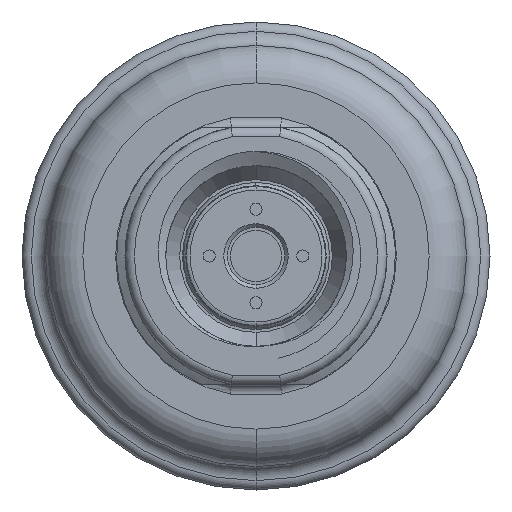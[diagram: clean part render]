
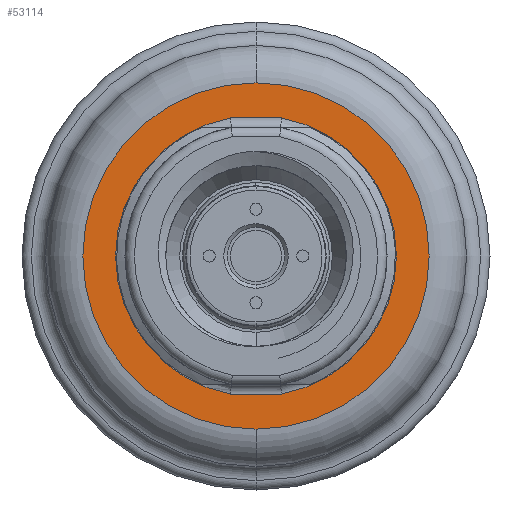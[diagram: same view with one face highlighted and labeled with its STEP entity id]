
A CAD part, front view. The second image highlights one B-rep face of the part: STEP entity #53114.
In plain terms, the highlighted planar face has unit normal (0, -1, 0).
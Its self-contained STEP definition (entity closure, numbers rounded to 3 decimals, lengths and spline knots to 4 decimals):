
#19225=CARTESIAN_POINT('',(0.,-0.1575,0.));
#19226=DIRECTION('',(0.,-1.,0.));
#19227=DIRECTION('',(0.,0.,-1.));
#19228=AXIS2_PLACEMENT_3D('',#19225,#19226,#19227);
#19230=CARTESIAN_POINT('',(0.,-0.1575,0.));
#19231=DIRECTION('',(0.,-1.,0.));
#19232=DIRECTION('',(0.,0.,1.));
#19233=AXIS2_PLACEMENT_3D('',#19230,#19231,#19232);
#19235=CARTESIAN_POINT('',(0.,-0.1575,0.));
#19236=DIRECTION('',(0.,-1.,0.));
#19237=DIRECTION('',(-0.182,0.,0.983));
#19238=AXIS2_PLACEMENT_3D('',#19235,#19236,#19237);
#19240=DIRECTION('',(1.,0.,0.));
#19241=VECTOR('',#19240,0.2147);
#19242=CARTESIAN_POINT('',(-0.1074,-0.1575,
-0.5807));
#19243=LINE('',#19242,#19241);
#19244=CARTESIAN_POINT('',(0.,-0.1575,0.));
#19245=DIRECTION('',(0.,-1.,0.));
#19246=DIRECTION('',(0.182,0.,-0.983));
#19247=AXIS2_PLACEMENT_3D('',#19244,#19245,#19246);
#19249=DIRECTION('',(-1.,0.,0.));
#19250=VECTOR('',#19249,0.2147);
#19251=CARTESIAN_POINT('',(0.1074,-0.1575,
0.5807));
#19252=LINE('',#19251,#19250);
#35124=CARTESIAN_POINT('',(-0.1074,-0.1575,
0.5807));
#35125=CARTESIAN_POINT('',(-0.1074,-0.1575,
-0.5807));
#35126=VERTEX_POINT('',#35124);
#35127=VERTEX_POINT('',#35125);
#35132=CARTESIAN_POINT('',(0.1074,-0.1575,
-0.5807));
#35133=CARTESIAN_POINT('',(0.1074,-0.1575,
0.5807));
#35134=VERTEX_POINT('',#35132);
#35135=VERTEX_POINT('',#35133);
#35442=CARTESIAN_POINT('',(0.,-0.1575,-0.7283));
#35443=CARTESIAN_POINT('',(0.,-0.1575,0.7283));
#35444=VERTEX_POINT('',#35442);
#35445=VERTEX_POINT('',#35443);
#53094=CARTESIAN_POINT('',(0.,-0.1575,0.));
#53095=DIRECTION('',(0.,-1.,0.));
#53096=DIRECTION('',(0.,0.,1.));
#53097=AXIS2_PLACEMENT_3D('',#53094,#53095,#53096);
#53098=PLANE('',#53097);
#53100=ORIENTED_EDGE('',*,*,#53099,.F.);
#53102=ORIENTED_EDGE('',*,*,#53101,.F.);
#53103=EDGE_LOOP('',(#53100,#53102));
#53104=FACE_OUTER_BOUND('',#53103,.F.);
#53105=ORIENTED_EDGE('',*,*,#53084,.T.);
#53107=ORIENTED_EDGE('',*,*,#53106,.T.);
#53109=ORIENTED_EDGE('',*,*,#53108,.T.);
#53111=ORIENTED_EDGE('',*,*,#53110,.T.);
#53112=EDGE_LOOP('',(#53105,#53107,#53109,#53111));
#53113=FACE_BOUND('',#53112,.F.);
#53114=ADVANCED_FACE('',(#53104,#53113),#53098,.T.);
#19229=CIRCLE('',#19228,0.7283);
#19234=CIRCLE('',#19233,0.7283);
#19239=CIRCLE('',#19238,0.5906);
#19248=CIRCLE('',#19247,0.5906);
#53084=EDGE_CURVE('',#35126,#35127,#19239,.T.);
#53099=EDGE_CURVE('',#35444,#35445,#19229,.T.);
#53101=EDGE_CURVE('',#35445,#35444,#19234,.T.);
#53106=EDGE_CURVE('',#35127,#35134,#19243,.T.);
#53108=EDGE_CURVE('',#35134,#35135,#19248,.T.);
#53110=EDGE_CURVE('',#35135,#35126,#19252,.T.);
